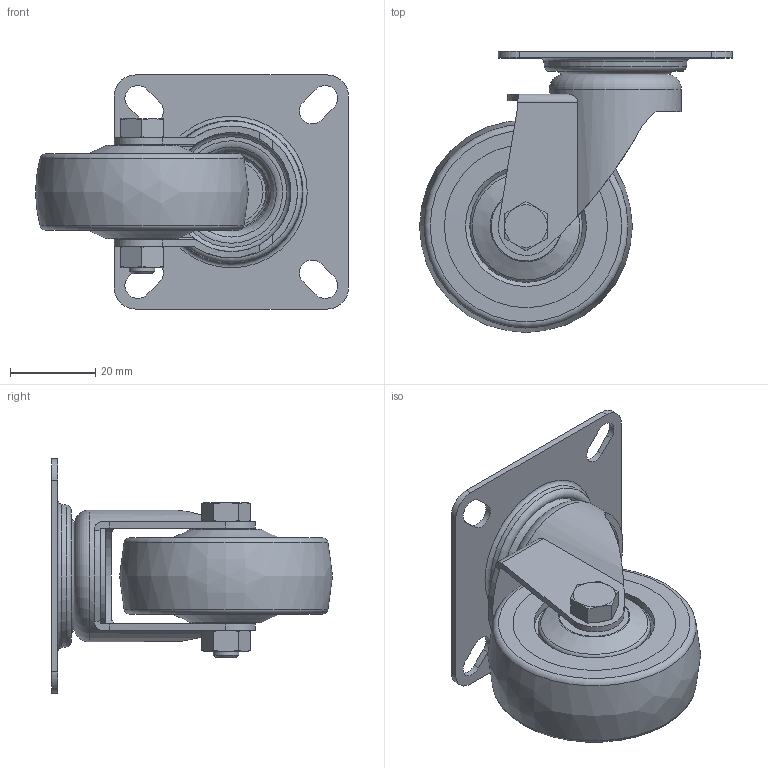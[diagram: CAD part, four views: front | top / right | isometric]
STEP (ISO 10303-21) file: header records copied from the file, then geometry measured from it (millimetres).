
FILE_DESCRIPTION(/* description */ ('RUOTA D.50 GIREV. C/P S/F'),/* implementation_level */ '2;1');
FILE_NAME(/* name */ 'CRUST0000176.stp',/* time_stamp */ '2025-02-10T14:03:55+01:00',/* author */ ('tecnico5'),/* organization */ ('CADENAS'),/* preprocessor_version */ 'ST-DEVELOPER v20',/* originating_system */ 'Autodesk Inventor 2022',/* authorisation */ ' ');
FILE_SCHEMA (('AUTOMOTIVE_DESIGN { 1 0 10303 214 3 1 1 }'));
Length unit declared in the file: millimetre
Products named in the file (7): CRUST0000176; 440000025234; 440000025235; 440000025236; 440000025238; 440000025239; 440000025237
Assembly tree (7 placements, depth 2):
  CRUST0000176
    440000025234
    440000025235  x2
    440000025236
    440000025238
    440000025239
    440000025237
Bounding box: 73.5 x 66 x 55 mm (x, y, z)
Volume: 42442.6 mm3; surface area: 27000.4 mm2
Topology: 7 solids, 7 shells, 191 faces, 420 edges, 258 vertices
Faces by surface type: plane 64, cylinder 46, cone 43, torus 37, bspline 1
Full cylindrical faces by diameter (mm): 4.917 x1, 5.9 x1, 6 x3, 6.3 x2, 7.9 x1, 8 x3, 9.2 x1, 16.2 x1, 19 x1, 25.4 x2, 26 x1, 26.4 x2, 28 x1, 28.4 x2, 31 x1
Entity records: 5453 total; most frequent: CARTESIAN_POINT 1072, DIRECTION 935, ORIENTED_EDGE 802, AXIS2_PLACEMENT_3D 403, EDGE_CURVE 401, VERTEX_POINT 247, EDGE_LOOP 214, CIRCLE 204
